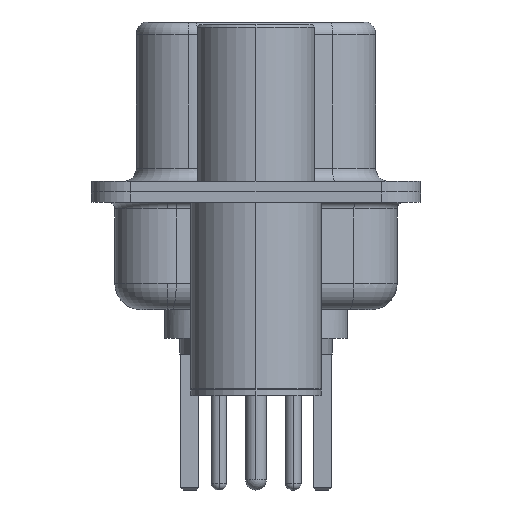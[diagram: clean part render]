
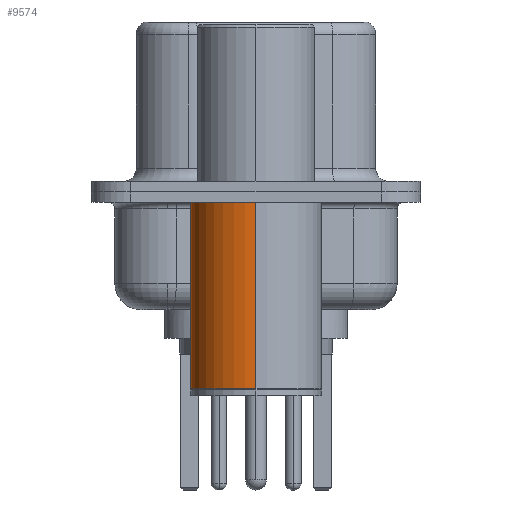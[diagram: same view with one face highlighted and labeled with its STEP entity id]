
A CAD part, left-side view. The second image highlights one B-rep face of the part: STEP entity #9574.
In plain terms, the highlighted cylindrical face has radius 2.5 mm (diameter 5 mm), a partial arc.
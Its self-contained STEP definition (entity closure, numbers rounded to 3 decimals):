
#301 = ORIENTED_EDGE ( 'NONE', *, *, #20518, .T. ) ;
#418 = CARTESIAN_POINT ( 'NONE',  ( 2.5, 0., -7.525 ) ) ;
#1178 = AXIS2_PLACEMENT_3D ( 'NONE', #4178, #18903, #6287 ) ;
#3541 = EDGE_LOOP ( 'NONE', ( #301, #10222, #17355, #4989 ) ) ;
#3567 = CARTESIAN_POINT ( 'NONE',  ( 2.5, 0., 0.581 ) ) ;
#3902 = CARTESIAN_POINT ( 'NONE',  ( -2.5, 0., -7.525 ) ) ;
#4178 = CARTESIAN_POINT ( 'NONE',  ( 0., 0., -7.525 ) ) ;
#4344 = VERTEX_POINT ( 'NONE', #8771 ) ;
#4989 = ORIENTED_EDGE ( 'NONE', *, *, #14960, .F. ) ;
#5825 = VECTOR ( 'NONE', #25441, 1000. ) ;
#6209 = CARTESIAN_POINT ( 'NONE',  ( -2.5, 0., -0.4 ) ) ;
#6287 = DIRECTION ( 'NONE',  ( 1., 0., 0. ) ) ;
#6291 = AXIS2_PLACEMENT_3D ( 'NONE', #22906, #10527, #24912 ) ;
#6517 = LINE ( 'NONE', #13144, #5825 ) ;
#7162 = VERTEX_POINT ( 'NONE', #6209 ) ;
#8028 = VERTEX_POINT ( 'NONE', #418 ) ;
#8771 = CARTESIAN_POINT ( 'NONE',  ( 2.5, 0., -0.4 ) ) ;
#9574 = ADVANCED_FACE ( 'NONE', ( #10276 ), #14573, .T. ) ;
#9620 = VECTOR ( 'NONE', #24255, 1000. ) ;
#10222 = ORIENTED_EDGE ( 'NONE', *, *, #19176, .T. ) ;
#10276 = FACE_OUTER_BOUND ( 'NONE', #3541, .T. ) ;
#10288 = CARTESIAN_POINT ( 'NONE',  ( 0., 0., 0.581 ) ) ;
#10527 = DIRECTION ( 'NONE',  ( 0., 0., 1. ) ) ;
#13144 = CARTESIAN_POINT ( 'NONE',  ( -2.5, 0., 0.581 ) ) ;
#13951 = VERTEX_POINT ( 'NONE', #3902 ) ;
#14573 = CYLINDRICAL_SURFACE ( 'NONE', #15307, 2.5 ) ;
#14919 = CIRCLE ( 'NONE', #1178, 2.5 ) ;
#14960 = EDGE_CURVE ( 'NONE', #8028, #4344, #15272, .T. ) ;
#15272 = LINE ( 'NONE', #3567, #9620 ) ;
#15307 = AXIS2_PLACEMENT_3D ( 'NONE', #10288, #26764, #22693 ) ;
#16338 = EDGE_CURVE ( 'NONE', #4344, #7162, #23170, .T. ) ;
#17355 = ORIENTED_EDGE ( 'NONE', *, *, #16338, .F. ) ;
#18903 = DIRECTION ( 'NONE',  ( 0., 0., 1. ) ) ;
#19176 = EDGE_CURVE ( 'NONE', #13951, #7162, #6517, .T. ) ;
#20518 = EDGE_CURVE ( 'NONE', #8028, #13951, #14919, .T. ) ;
#22693 = DIRECTION ( 'NONE',  ( 1., 0., 0. ) ) ;
#22906 = CARTESIAN_POINT ( 'NONE',  ( 0., 0., -0.4 ) ) ;
#23170 = CIRCLE ( 'NONE', #6291, 2.5 ) ;
#24255 = DIRECTION ( 'NONE',  ( 0., 0., 1. ) ) ;
#24912 = DIRECTION ( 'NONE',  ( 1., 0., 0. ) ) ;
#25441 = DIRECTION ( 'NONE',  ( 0., 0., 1. ) ) ;
#26764 = DIRECTION ( 'NONE',  ( 0., 0., 1. ) ) ;
